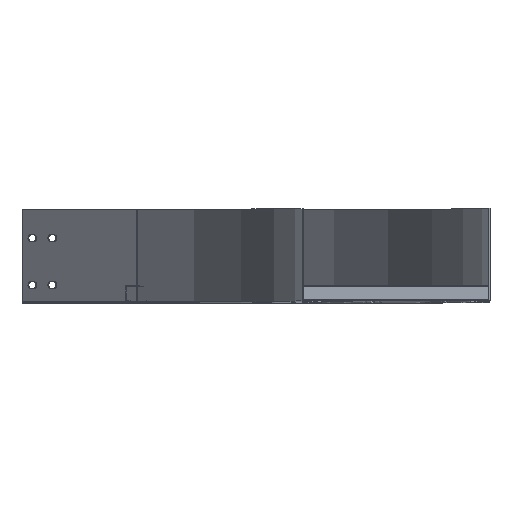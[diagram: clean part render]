
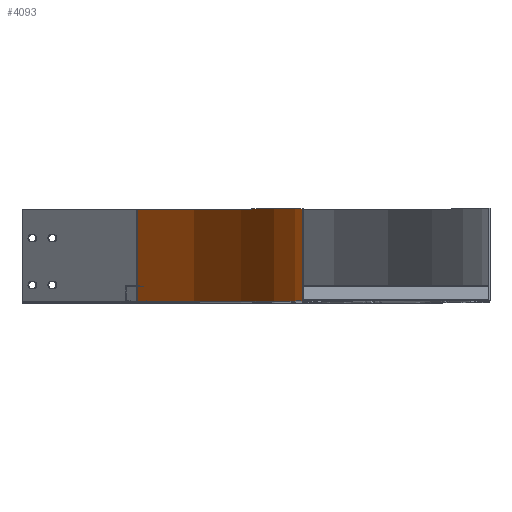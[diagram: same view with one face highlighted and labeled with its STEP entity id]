
A CAD part, top view. The second image highlights one B-rep face of the part: STEP entity #4093.
In plain terms, the highlighted cylindrical face has radius 600 mm (diameter 1200 mm), a partial arc.
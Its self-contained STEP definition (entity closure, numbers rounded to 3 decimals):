
#531 = DIRECTION ( 'NONE',  ( 0., 0., 1. ) ) ;
#533 = DIRECTION ( 'NONE',  ( 0., 1., 0. ) ) ;
#535 = CARTESIAN_POINT ( 'NONE',  ( -600., 0., -173. ) ) ;
#1007 = LINE ( 'NONE', #3417, #1050 ) ;
#1045 = LINE ( 'NONE', #3406, #1047 ) ;
#1046 = CIRCLE ( 'NONE', #2708, 600. ) ;
#1047 = VECTOR ( 'NONE', #3407, 1000. ) ;
#1049 = CIRCLE ( 'NONE', #2709, 600. ) ;
#1050 = VECTOR ( 'NONE', #3411, 1000. ) ;
#1444 = CARTESIAN_POINT ( 'NONE',  ( 0., 57.07, -173. ) ) ;
#1445 = CARTESIAN_POINT ( 'NONE',  ( 0., -41.13, -173. ) ) ;
#1448 = CARTESIAN_POINT ( 'NONE',  ( -175.736, 57.07, -597.264 ) ) ;
#1449 = CARTESIAN_POINT ( 'NONE',  ( -175.736, -41.13, -597.264 ) ) ;
#2543 = FACE_OUTER_BOUND ( 'NONE', #6018, .T. ) ;
#2548 = CYLINDRICAL_SURFACE ( 'NONE', #4876, 600. ) ;
#2708 = AXIS2_PLACEMENT_3D ( 'NONE', #3418, #3419, #3420 ) ;
#2709 = AXIS2_PLACEMENT_3D ( 'NONE', #3422, #3423, #3424 ) ;
#3406 = CARTESIAN_POINT ( 'NONE',  ( 0., -41.13, -173. ) ) ;
#3407 = DIRECTION ( 'NONE',  ( 0., -1., 0. ) ) ;
#3411 = DIRECTION ( 'NONE',  ( 0., -1., 0. ) ) ;
#3417 = CARTESIAN_POINT ( 'NONE',  ( -175.736, -41.13, -597.264 ) ) ;
#3418 = CARTESIAN_POINT ( 'NONE',  ( -600., 57.07, -173. ) ) ;
#3419 = DIRECTION ( 'NONE',  ( 0., 1., 0. ) ) ;
#3420 = DIRECTION ( 'NONE',  ( 0., 0., 1. ) ) ;
#3422 = CARTESIAN_POINT ( 'NONE',  ( -600., -41.13, -173. ) ) ;
#3423 = DIRECTION ( 'NONE',  ( 0., 1., 0. ) ) ;
#3424 = DIRECTION ( 'NONE',  ( 0., 0., 1. ) ) ;
#4093 = ADVANCED_FACE ( 'NONE', ( #2543 ), #2548, .F. ) ;
#4876 = AXIS2_PLACEMENT_3D ( 'NONE', #535, #533, #531 ) ;
#5870 = EDGE_CURVE ( 'NONE', #6265, #6266, #1045, .T. ) ;
#5871 = EDGE_CURVE ( 'NONE', #6265, #6269, #1046, .T. ) ;
#5872 = EDGE_CURVE ( 'NONE', #6269, #6270, #1007, .T. ) ;
#5873 = EDGE_CURVE ( 'NONE', #6266, #6270, #1049, .T. ) ;
#6018 = EDGE_LOOP ( 'NONE', ( #6536, #6537, #6538, #6539 ) ) ;
#6265 = VERTEX_POINT ( 'NONE', #1444 ) ;
#6266 = VERTEX_POINT ( 'NONE', #1445 ) ;
#6269 = VERTEX_POINT ( 'NONE', #1448 ) ;
#6270 = VERTEX_POINT ( 'NONE', #1449 ) ;
#6536 = ORIENTED_EDGE ( 'NONE', *, *, #5870, .F. ) ;
#6537 = ORIENTED_EDGE ( 'NONE', *, *, #5871, .T. ) ;
#6538 = ORIENTED_EDGE ( 'NONE', *, *, #5872, .T. ) ;
#6539 = ORIENTED_EDGE ( 'NONE', *, *, #5873, .F. ) ;
